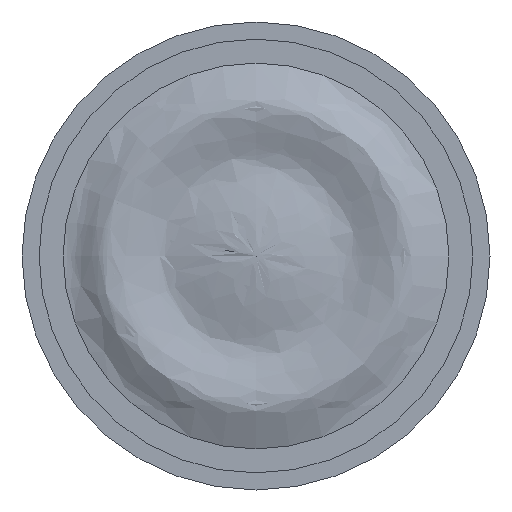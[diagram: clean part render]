
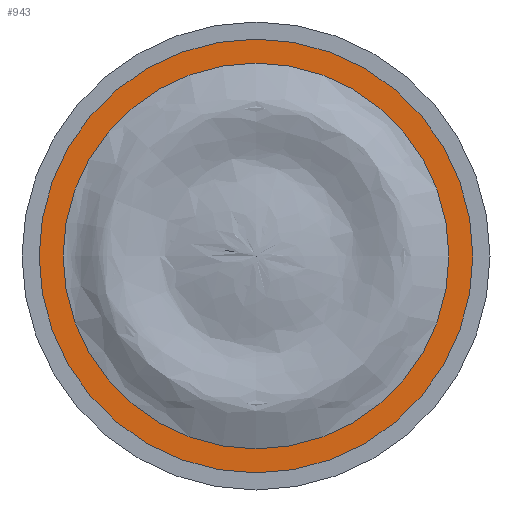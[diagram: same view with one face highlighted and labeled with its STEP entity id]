
A CAD part, left-side view. The second image highlights one B-rep face of the part: STEP entity #943.
In plain terms, the highlighted planar face has unit normal (-1, 0, 0).
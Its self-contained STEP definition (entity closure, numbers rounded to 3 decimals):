
#64=FACE_BOUND('',#231,.T.);
#86=PLANE('',#1078);
#146=FACE_OUTER_BOUND('',#230,.T.);
#230=EDGE_LOOP('',(#857));
#231=EDGE_LOOP('',(#858));
#397=CIRCLE('',#1073,16.9);
#400=CIRCLE('',#1077,19.);
#481=VERTEX_POINT('',#2177);
#485=VERTEX_POINT('',#2425);
#605=EDGE_CURVE('',#481,#481,#397,.T.);
#610=EDGE_CURVE('',#485,#485,#400,.T.);
#857=ORIENTED_EDGE('',*,*,#610,.T.);
#858=ORIENTED_EDGE('',*,*,#605,.T.);
#943=ADVANCED_FACE('',(#146,#64),#86,.T.);
#1073=AXIS2_PLACEMENT_3D('',#2198,#1352,#1353);
#1077=AXIS2_PLACEMENT_3D('',#2427,#1361,#1362);
#1078=AXIS2_PLACEMENT_3D('',#2428,#1363,#1364);
#1352=DIRECTION('center_axis',(1.,0.,0.));
#1353=DIRECTION('ref_axis',(0.,1.,0.));
#1361=DIRECTION('center_axis',(-1.,0.,0.));
#1362=DIRECTION('ref_axis',(0.,1.,0.));
#1363=DIRECTION('center_axis',(-1.,0.,0.));
#1364=DIRECTION('ref_axis',(0.,1.,0.));
#2177=CARTESIAN_POINT('',(1.5,16.9,0.));
#2198=CARTESIAN_POINT('Origin',(1.5,0.,0.));
#2425=CARTESIAN_POINT('',(1.5,-19.,0.));
#2427=CARTESIAN_POINT('Origin',(1.5,0.,0.));
#2428=CARTESIAN_POINT('Origin',(1.5,0.,0.));
